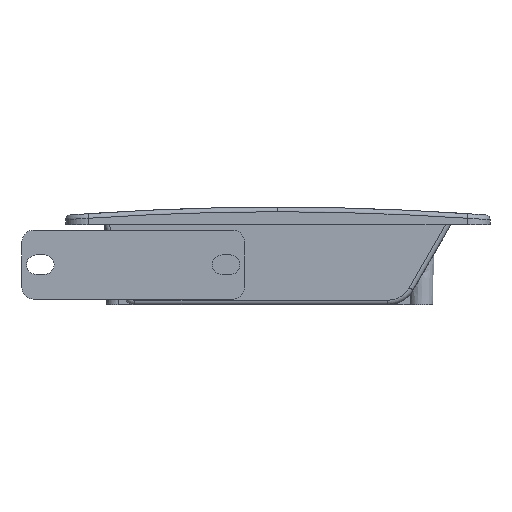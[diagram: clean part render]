
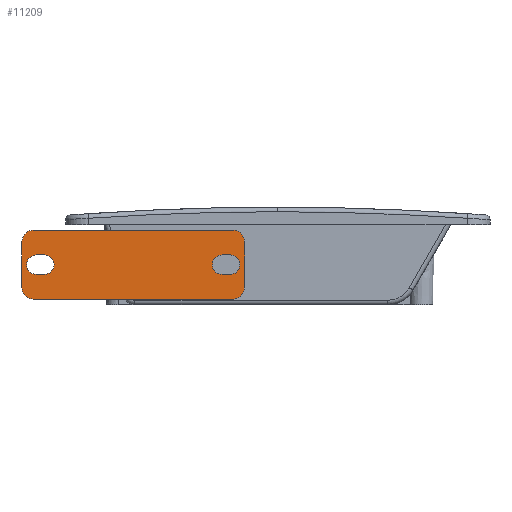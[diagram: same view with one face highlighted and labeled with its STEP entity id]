
A CAD part, front view. The second image highlights one B-rep face of the part: STEP entity #11209.
In plain terms, the highlighted planar face has unit normal (0, -1, 0).
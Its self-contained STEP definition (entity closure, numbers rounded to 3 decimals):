
#5641 = DIRECTION ( 'NONE',  ( 0., 0., 1. ) ) ;
#5642 = DIRECTION ( 'NONE',  ( 0., 1., 0. ) ) ;
#5643 = CARTESIAN_POINT ( 'NONE',  ( -43.5, 0., -10. ) ) ;
#5644 = AXIS2_PLACEMENT_3D ( 'NONE', #5643, #5642, #5641 ) ;
#5645 = CIRCLE ( 'NONE', #5644, 5. ) ;
#5646 = CARTESIAN_POINT ( 'NONE',  ( -48.5, 0., -10. ) ) ;
#5647 = DIRECTION ( 'NONE',  ( 0., 0., 1. ) ) ;
#5648 = VECTOR ( 'NONE', #5647, 1000. ) ;
#5649 = CARTESIAN_POINT ( 'NONE',  ( -48.5, 0., -10. ) ) ;
#5650 = LINE ( 'NONE', #5649, #5648 ) ;
#5651 = CARTESIAN_POINT ( 'NONE',  ( -48.5, 0., 10. ) ) ;
#5652 = DIRECTION ( 'NONE',  ( 0., 0., 1. ) ) ;
#5653 = DIRECTION ( 'NONE',  ( 0., 1., 0. ) ) ;
#5654 = CARTESIAN_POINT ( 'NONE',  ( -43.5, 0., 10. ) ) ;
#5655 = AXIS2_PLACEMENT_3D ( 'NONE', #5654, #5653, #5652 ) ;
#5660 = CIRCLE ( 'NONE', #5655, 5. ) ;
#5682 = CARTESIAN_POINT ( 'NONE',  ( 43.5, 0., 15. ) ) ;
#5683 = CARTESIAN_POINT ( 'NONE',  ( 48.5, 0., 10. ) ) ;
#5684 = DIRECTION ( 'NONE',  ( 0., 0., -1. ) ) ;
#5685 = VECTOR ( 'NONE', #5684, 1000. ) ;
#5686 = CARTESIAN_POINT ( 'NONE',  ( 48.5, 0., -10. ) ) ;
#5687 = LINE ( 'NONE', #5686, #5685 ) ;
#5688 = CARTESIAN_POINT ( 'NONE',  ( 43.5, 0., -15. ) ) ;
#5689 = CARTESIAN_POINT ( 'NONE',  ( 48.5, 0., -10. ) ) ;
#5690 = DIRECTION ( 'NONE',  ( 0., 0., 1. ) ) ;
#5691 = DIRECTION ( 'NONE',  ( 0., 1., 0. ) ) ;
#5692 = CARTESIAN_POINT ( 'NONE',  ( 43.5, 0., -10. ) ) ;
#5693 = AXIS2_PLACEMENT_3D ( 'NONE', #5692, #5691, #5690 ) ;
#5694 = CIRCLE ( 'NONE', #5693, 5. ) ;
#5696 = DIRECTION ( 'NONE',  ( -1., 0., 0. ) ) ;
#5697 = VECTOR ( 'NONE', #5696, 1000. ) ;
#5698 = CARTESIAN_POINT ( 'NONE',  ( -42.25, 0., -4.25 ) ) ;
#5699 = LINE ( 'NONE', #5698, #5697 ) ;
#5700 = CARTESIAN_POINT ( 'NONE',  ( -38.75, 0., -4.25 ) ) ;
#5701 = DIRECTION ( 'NONE',  ( 0., 0., -1. ) ) ;
#5702 = DIRECTION ( 'NONE',  ( 0., 1., 0. ) ) ;
#5703 = CARTESIAN_POINT ( 'NONE',  ( -38.75, 0., 0. ) ) ;
#5704 = AXIS2_PLACEMENT_3D ( 'NONE', #5703, #5702, #5701 ) ;
#5705 = CIRCLE ( 'NONE', #5704, 4.25 ) ;
#5706 = CARTESIAN_POINT ( 'NONE',  ( -38.75, 0., 4.25 ) ) ;
#5707 = CARTESIAN_POINT ( 'NONE',  ( -43.5, 0., -15. ) ) ;
#5712 = DIRECTION ( 'NONE',  ( 1., 0., 0. ) ) ;
#5713 = VECTOR ( 'NONE', #5712, 1000. ) ;
#5714 = CARTESIAN_POINT ( 'NONE',  ( -38.75, 0., 4.25 ) ) ;
#5715 = LINE ( 'NONE', #5714, #5713 ) ;
#5716 = CARTESIAN_POINT ( 'NONE',  ( -42.25, 0., 4.25 ) ) ;
#5717 = CARTESIAN_POINT ( 'NONE',  ( -42.25, 0., -4.25 ) ) ;
#5718 = DIRECTION ( 'NONE',  ( 0., 0., -1. ) ) ;
#5719 = DIRECTION ( 'NONE',  ( 0., 1., 0. ) ) ;
#5720 = AXIS2_PLACEMENT_3D ( 'NONE', #5726, #5719, #5718 ) ;
#5721 = CIRCLE ( 'NONE', #5720, 4.25 ) ;
#5722 = DIRECTION ( 'NONE',  ( 0., 0., 1. ) ) ;
#5723 = DIRECTION ( 'NONE',  ( 0., 1., 0. ) ) ;
#5724 = AXIS2_PLACEMENT_3D ( 'NONE', #5727, #5723, #5722 ) ;
#5726 = CARTESIAN_POINT ( 'NONE',  ( -42.25, 0., 0. ) ) ;
#5727 = CARTESIAN_POINT ( 'NONE',  ( 43.5, 0., -10. ) ) ;
#5728 = PLANE ( 'NONE',  #5724 ) ;
#5729 = FACE_BOUND ( 'NONE', #11186, .T. ) ;
#5730 = FACE_OUTER_BOUND ( 'NONE', #11193, .T. ) ;
#5732 = FACE_BOUND ( 'NONE', #11210, .T. ) ;
#5776 = CARTESIAN_POINT ( 'NONE',  ( 42.25, 0., 4.25 ) ) ;
#5777 = DIRECTION ( 'NONE',  ( 1., 0., 0. ) ) ;
#5778 = VECTOR ( 'NONE', #5777, 1000. ) ;
#5779 = CARTESIAN_POINT ( 'NONE',  ( 42.25, 0., 4.25 ) ) ;
#5780 = LINE ( 'NONE', #5779, #5778 ) ;
#5781 = CARTESIAN_POINT ( 'NONE',  ( 38.75, 0., 4.25 ) ) ;
#5782 = CARTESIAN_POINT ( 'NONE',  ( 38.75, 0., -4.25 ) ) ;
#5783 = DIRECTION ( 'NONE',  ( 0., 0., -1. ) ) ;
#5784 = DIRECTION ( 'NONE',  ( 0., 1., 0. ) ) ;
#5785 = CARTESIAN_POINT ( 'NONE',  ( 38.75, 0., 0. ) ) ;
#5786 = AXIS2_PLACEMENT_3D ( 'NONE', #5785, #5784, #5783 ) ;
#5787 = CIRCLE ( 'NONE', #5786, 4.25 ) ;
#5788 = DIRECTION ( 'NONE',  ( -1., 0., 0. ) ) ;
#5789 = VECTOR ( 'NONE', #5788, 1000. ) ;
#5790 = CARTESIAN_POINT ( 'NONE',  ( -43.5, 0., -15. ) ) ;
#5791 = LINE ( 'NONE', #5790, #5789 ) ;
#5823 = DIRECTION ( 'NONE',  ( 1., 0., 0. ) ) ;
#5824 = VECTOR ( 'NONE', #5823, 1000. ) ;
#5825 = CARTESIAN_POINT ( 'NONE',  ( -43.5, 0., 15. ) ) ;
#5826 = LINE ( 'NONE', #5825, #5824 ) ;
#5827 = DIRECTION ( 'NONE',  ( 0., 0., 1. ) ) ;
#5828 = DIRECTION ( 'NONE',  ( 0., 1., 0. ) ) ;
#5829 = CARTESIAN_POINT ( 'NONE',  ( 43.5, 0., 10. ) ) ;
#5830 = AXIS2_PLACEMENT_3D ( 'NONE', #5829, #5828, #5827 ) ;
#5831 = CIRCLE ( 'NONE', #5830, 5. ) ;
#5832 = DIRECTION ( 'NONE',  ( -1., 0., 0. ) ) ;
#5833 = VECTOR ( 'NONE', #5832, 1000. ) ;
#5834 = CARTESIAN_POINT ( 'NONE',  ( 38.75, 0., -4.25 ) ) ;
#5835 = LINE ( 'NONE', #5834, #5833 ) ;
#5836 = CARTESIAN_POINT ( 'NONE',  ( 42.25, 0., -4.25 ) ) ;
#5837 = DIRECTION ( 'NONE',  ( 0., 0., -1. ) ) ;
#5839 = DIRECTION ( 'NONE',  ( 0., 1., 0. ) ) ;
#5840 = CARTESIAN_POINT ( 'NONE',  ( 42.25, 0., 0. ) ) ;
#5841 = AXIS2_PLACEMENT_3D ( 'NONE', #5840, #5839, #5837 ) ;
#5842 = CIRCLE ( 'NONE', #5841, 4.25 ) ;
#8268 = VERTEX_POINT ( 'NONE', #14611 ) ;
#11177 = ORIENTED_EDGE ( 'NONE', *, *, #11178, .F. ) ;
#11178 = EDGE_CURVE ( 'NONE', #11179, #8268, #5660, .T. ) ;
#11179 = VERTEX_POINT ( 'NONE', #5651 ) ;
#11180 = ORIENTED_EDGE ( 'NONE', *, *, #11181, .F. ) ;
#11181 = EDGE_CURVE ( 'NONE', #11182, #11179, #5650, .T. ) ;
#11182 = VERTEX_POINT ( 'NONE', #5646 ) ;
#11183 = ORIENTED_EDGE ( 'NONE', *, *, #11184, .F. ) ;
#11184 = EDGE_CURVE ( 'NONE', #11185, #11182, #5645, .T. ) ;
#11185 = VERTEX_POINT ( 'NONE', #5707 ) ;
#11186 = EDGE_LOOP ( 'NONE', ( #11247, #11251, #11254, #11257 ) ) ;
#11187 = VERTEX_POINT ( 'NONE', #5706 ) ;
#11188 = ORIENTED_EDGE ( 'NONE', *, *, #11189, .T. ) ;
#11189 = EDGE_CURVE ( 'NONE', #11187, #11190, #5705, .T. ) ;
#11190 = VERTEX_POINT ( 'NONE', #5700 ) ;
#11191 = ORIENTED_EDGE ( 'NONE', *, *, #11192, .T. ) ;
#11192 = EDGE_CURVE ( 'NONE', #11190, #11213, #5699, .T. ) ;
#11193 = EDGE_LOOP ( 'NONE', ( #11194, #11198, #11259, #11261, #11177, #11180, #11183, #11245 ) ) ;
#11194 = ORIENTED_EDGE ( 'NONE', *, *, #11195, .F. ) ;
#11195 = EDGE_CURVE ( 'NONE', #11196, #11197, #5694, .T. ) ;
#11196 = VERTEX_POINT ( 'NONE', #5689 ) ;
#11197 = VERTEX_POINT ( 'NONE', #5688 ) ;
#11198 = ORIENTED_EDGE ( 'NONE', *, *, #11199, .F. ) ;
#11199 = EDGE_CURVE ( 'NONE', #11200, #11196, #5687, .T. ) ;
#11200 = VERTEX_POINT ( 'NONE', #5683 ) ;
#11201 = VERTEX_POINT ( 'NONE', #5682 ) ;
#11209 = ADVANCED_FACE ( 'NONE', ( #5732, #5730, #5729 ), #5728, .F. ) ;
#11210 = EDGE_LOOP ( 'NONE', ( #11211, #11215, #11188, #11191 ) ) ;
#11211 = ORIENTED_EDGE ( 'NONE', *, *, #11212, .T. ) ;
#11212 = EDGE_CURVE ( 'NONE', #11213, #11214, #5721, .T. ) ;
#11213 = VERTEX_POINT ( 'NONE', #5717 ) ;
#11214 = VERTEX_POINT ( 'NONE', #5716 ) ;
#11215 = ORIENTED_EDGE ( 'NONE', *, *, #11216, .T. ) ;
#11216 = EDGE_CURVE ( 'NONE', #11214, #11187, #5715, .T. ) ;
#11245 = ORIENTED_EDGE ( 'NONE', *, *, #11246, .F. ) ;
#11246 = EDGE_CURVE ( 'NONE', #11197, #11185, #5791, .T. ) ;
#11247 = ORIENTED_EDGE ( 'NONE', *, *, #11248, .T. ) ;
#11248 = EDGE_CURVE ( 'NONE', #11249, #11250, #5787, .T. ) ;
#11249 = VERTEX_POINT ( 'NONE', #5782 ) ;
#11250 = VERTEX_POINT ( 'NONE', #5781 ) ;
#11251 = ORIENTED_EDGE ( 'NONE', *, *, #11252, .T. ) ;
#11252 = EDGE_CURVE ( 'NONE', #11250, #11253, #5780, .T. ) ;
#11253 = VERTEX_POINT ( 'NONE', #5776 ) ;
#11254 = ORIENTED_EDGE ( 'NONE', *, *, #11255, .T. ) ;
#11255 = EDGE_CURVE ( 'NONE', #11253, #11256, #5842, .T. ) ;
#11256 = VERTEX_POINT ( 'NONE', #5836 ) ;
#11257 = ORIENTED_EDGE ( 'NONE', *, *, #11258, .T. ) ;
#11258 = EDGE_CURVE ( 'NONE', #11256, #11249, #5835, .T. ) ;
#11259 = ORIENTED_EDGE ( 'NONE', *, *, #11260, .F. ) ;
#11260 = EDGE_CURVE ( 'NONE', #11201, #11200, #5831, .T. ) ;
#11261 = ORIENTED_EDGE ( 'NONE', *, *, #11262, .F. ) ;
#11262 = EDGE_CURVE ( 'NONE', #8268, #11201, #5826, .T. ) ;
#14611 = CARTESIAN_POINT ( 'NONE',  ( -43.5, 0., 15. ) ) ;
